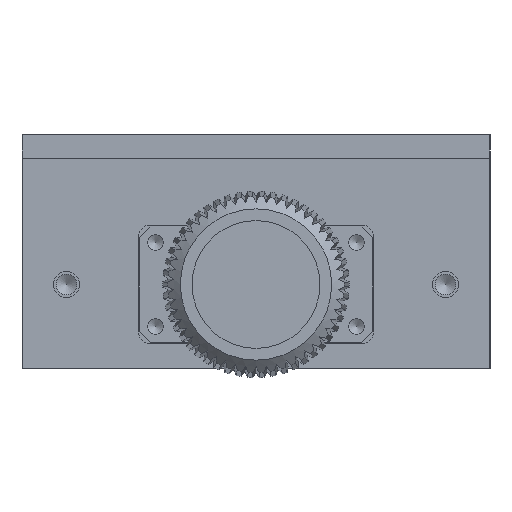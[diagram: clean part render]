
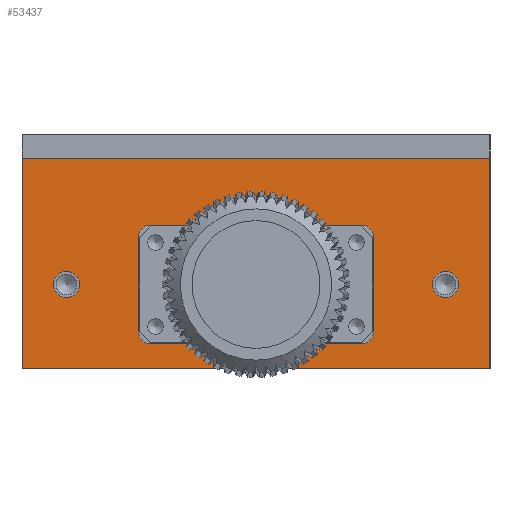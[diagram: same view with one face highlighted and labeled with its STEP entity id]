
A CAD part, left-side view. The second image highlights one B-rep face of the part: STEP entity #53437.
In plain terms, the highlighted planar face has unit normal (-1, 0, 0).
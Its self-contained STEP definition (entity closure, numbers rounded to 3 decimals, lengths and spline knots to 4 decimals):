
#394 = LINE ( 'NONE', #52173, #1976 ) ;
#732 = DIRECTION ( 'NONE',  ( 0., 0., 1. ) ) ;
#766 = FACE_OUTER_BOUND ( 'NONE', #39656, .T. ) ;
#1976 = VECTOR ( 'NONE', #8022, 39.3701 ) ;
#2037 = CARTESIAN_POINT ( 'NONE',  ( -2.75, -0.503, -0.843 ) ) ;
#2052 = CARTESIAN_POINT ( 'NONE',  ( -2.75, -1., -1. ) ) ;
#2672 = LINE ( 'NONE', #31138, #54259 ) ;
#3040 = EDGE_CURVE ( 'NONE', #23203, #3429, #36023, .T. ) ;
#3076 = CIRCLE ( 'NONE', #54941, 0.05 ) ;
#3429 = VERTEX_POINT ( 'NONE', #19889 ) ;
#3572 = AXIS2_PLACEMENT_3D ( 'NONE', #18502, #28549, #48238 ) ;
#4017 = LINE ( 'NONE', #47665, #18861 ) ;
#4033 = CARTESIAN_POINT ( 'NONE',  ( -2.75, -0.81, -0.64 ) ) ;
#4807 = CARTESIAN_POINT ( 'NONE',  ( -2.75, 0.81, -0.64 ) ) ;
#5144 = VERTEX_POINT ( 'NONE', #60531 ) ;
#7268 = CARTESIAN_POINT ( 'NONE',  ( -2.75, 0.453, -0.893 ) ) ;
#7846 = EDGE_CURVE ( 'NONE', #22318, #5144, #52776, .T. ) ;
#7874 = CARTESIAN_POINT ( 'NONE',  ( -2.75, -1., -0.1 ) ) ;
#8022 = DIRECTION ( 'NONE',  ( 0., 1., 0. ) ) ;
#8509 = ORIENTED_EDGE ( 'NONE', *, *, #45243, .T. ) ;
#9052 = DIRECTION ( 'NONE',  ( 0., 0., 1. ) ) ;
#9935 = EDGE_LOOP ( 'NONE', ( #57580, #16479, #14730, #23806, #13116, #48257, #62994, #32641 ) ) ;
#10678 = DIRECTION ( 'NONE',  ( 0., 0., 1. ) ) ;
#10746 = LINE ( 'NONE', #26126, #12320 ) ;
#10936 = LINE ( 'NONE', #16497, #50817 ) ;
#11012 = EDGE_LOOP ( 'NONE', ( #55414 ) ) ;
#11106 = CARTESIAN_POINT ( 'NONE',  ( -2.75, 0.503, -0.893 ) ) ;
#11761 = FACE_BOUND ( 'NONE', #9935, .T. ) ;
#12003 = DIRECTION ( 'NONE',  ( 1., 0., 0. ) ) ;
#12320 = VECTOR ( 'NONE', #31147, 39.3701 ) ;
#13116 = ORIENTED_EDGE ( 'NONE', *, *, #51305, .F. ) ;
#14207 = EDGE_LOOP ( 'NONE', ( #27500 ) ) ;
#14643 = EDGE_CURVE ( 'NONE', #56963, #62512, #3076, .T. ) ;
#14730 = ORIENTED_EDGE ( 'NONE', *, *, #21256, .F. ) ;
#15272 = DIRECTION ( 'NONE',  ( -1., 0., 0. ) ) ;
#16144 = EDGE_CURVE ( 'NONE', #56963, #35239, #42050, .T. ) ;
#16479 = ORIENTED_EDGE ( 'NONE', *, *, #27441, .T. ) ;
#16497 = CARTESIAN_POINT ( 'NONE',  ( -2.75, 1., -0.1 ) ) ;
#16593 = VERTEX_POINT ( 'NONE', #31889 ) ;
#17187 = FACE_BOUND ( 'NONE', #11012, .T. ) ;
#18502 = CARTESIAN_POINT ( 'NONE',  ( -2.75, -0.453, -0.437 ) ) ;
#18861 = VECTOR ( 'NONE', #57951, 39.3701 ) ;
#19889 = CARTESIAN_POINT ( 'NONE',  ( -2.75, -1., -0.1 ) ) ;
#20102 = CARTESIAN_POINT ( 'NONE',  ( -2.75, -0.453, -0.387 ) ) ;
#20179 = EDGE_CURVE ( 'NONE', #16593, #16593, #31004, .T. ) ;
#21256 = EDGE_CURVE ( 'NONE', #22318, #64058, #394, .T. ) ;
#21756 = DIRECTION ( 'NONE',  ( 1., 0., 0. ) ) ;
#22277 = DIRECTION ( 'NONE',  ( 0., 0., -1. ) ) ;
#22318 = VERTEX_POINT ( 'NONE', #20102 ) ;
#22344 = CARTESIAN_POINT ( 'NONE',  ( -2.75, -0.453, -0.893 ) ) ;
#23135 = CARTESIAN_POINT ( 'NONE',  ( -2.75, -0.453, -0.843 ) ) ;
#23203 = VERTEX_POINT ( 'NONE', #45084 ) ;
#23530 = VECTOR ( 'NONE', #47923, 39.3701 ) ;
#23806 = ORIENTED_EDGE ( 'NONE', *, *, #7846, .T. ) ;
#25152 = CARTESIAN_POINT ( 'NONE',  ( -2.75, 0.503, -0.843 ) ) ;
#25594 = ORIENTED_EDGE ( 'NONE', *, *, #3040, .T. ) ;
#25651 = CARTESIAN_POINT ( 'NONE',  ( -2.75, -1., -0.1 ) ) ;
#26126 = CARTESIAN_POINT ( 'NONE',  ( -2.75, -1., -0.1 ) ) ;
#26660 = VERTEX_POINT ( 'NONE', #2037 ) ;
#27441 = EDGE_CURVE ( 'NONE', #56226, #64058, #38383, .T. ) ;
#27500 = ORIENTED_EDGE ( 'NONE', *, *, #20179, .F. ) ;
#27702 = AXIS2_PLACEMENT_3D ( 'NONE', #23135, #58103, #43672 ) ;
#28549 = DIRECTION ( 'NONE',  ( 1., 0., 0. ) ) ;
#30349 = AXIS2_PLACEMENT_3D ( 'NONE', #4807, #15272, #10678 ) ;
#30493 = FACE_BOUND ( 'NONE', #14207, .T. ) ;
#31004 = CIRCLE ( 'NONE', #30349, 0.056 ) ;
#31138 = CARTESIAN_POINT ( 'NONE',  ( -2.75, 0.503, -0.387 ) ) ;
#31147 = DIRECTION ( 'NONE',  ( 0., 1., 0. ) ) ;
#31445 = ORIENTED_EDGE ( 'NONE', *, *, #42978, .F. ) ;
#31454 = VERTEX_POINT ( 'NONE', #37569 ) ;
#31455 = CARTESIAN_POINT ( 'NONE',  ( -2.75, 0.453, -0.843 ) ) ;
#31889 = CARTESIAN_POINT ( 'NONE',  ( -2.75, 0.81, -0.584 ) ) ;
#32641 = ORIENTED_EDGE ( 'NONE', *, *, #14643, .T. ) ;
#33727 = VERTEX_POINT ( 'NONE', #43746 ) ;
#35021 = VECTOR ( 'NONE', #56137, 39.3701 ) ;
#35239 = VERTEX_POINT ( 'NONE', #22344 ) ;
#35676 = CIRCLE ( 'NONE', #63497, 0.056 ) ;
#36023 = LINE ( 'NONE', #25651, #54719 ) ;
#36199 = DIRECTION ( 'NONE',  ( 0., 0., -1. ) ) ;
#37569 = CARTESIAN_POINT ( 'NONE',  ( -2.75, -0.81, -0.584 ) ) ;
#37718 = CARTESIAN_POINT ( 'NONE',  ( -2.75, 0.453, -0.387 ) ) ;
#38383 = CIRCLE ( 'NONE', #43600, 0.05 ) ;
#38646 = ORIENTED_EDGE ( 'NONE', *, *, #52735, .F. ) ;
#39126 = VERTEX_POINT ( 'NONE', #48490 ) ;
#39656 = EDGE_LOOP ( 'NONE', ( #25594, #8509, #31445, #38646 ) ) ;
#42050 = LINE ( 'NONE', #11106, #35021 ) ;
#42215 = PLANE ( 'NONE',  #61064 ) ;
#42978 = EDGE_CURVE ( 'NONE', #33727, #39126, #10936, .T. ) ;
#43129 = LINE ( 'NONE', #2052, #23530 ) ;
#43276 = DIRECTION ( 'NONE',  ( 0., 0., 1. ) ) ;
#43600 = AXIS2_PLACEMENT_3D ( 'NONE', #46015, #21756, #36199 ) ;
#43672 = DIRECTION ( 'NONE',  ( 0., 0., -1. ) ) ;
#43746 = CARTESIAN_POINT ( 'NONE',  ( -2.75, 1., -1. ) ) ;
#45084 = CARTESIAN_POINT ( 'NONE',  ( -2.75, -1., -1. ) ) ;
#45243 = EDGE_CURVE ( 'NONE', #3429, #39126, #10746, .T. ) ;
#46015 = CARTESIAN_POINT ( 'NONE',  ( -2.75, 0.453, -0.437 ) ) ;
#46917 = EDGE_CURVE ( 'NONE', #31454, #31454, #35676, .T. ) ;
#47633 = DIRECTION ( 'NONE',  ( -1., 0., 0. ) ) ;
#47665 = CARTESIAN_POINT ( 'NONE',  ( -2.75, -0.503, -0.893 ) ) ;
#47923 = DIRECTION ( 'NONE',  ( 0., 1., 0. ) ) ;
#48238 = DIRECTION ( 'NONE',  ( 0., 0., -1. ) ) ;
#48257 = ORIENTED_EDGE ( 'NONE', *, *, #49750, .T. ) ;
#48490 = CARTESIAN_POINT ( 'NONE',  ( -2.75, 1., -0.1 ) ) ;
#49750 = EDGE_CURVE ( 'NONE', #26660, #35239, #52633, .T. ) ;
#50814 = DIRECTION ( 'NONE',  ( 0., 0., 1. ) ) ;
#50817 = VECTOR ( 'NONE', #50814, 39.3701 ) ;
#51305 = EDGE_CURVE ( 'NONE', #26660, #5144, #4017, .T. ) ;
#52173 = CARTESIAN_POINT ( 'NONE',  ( -2.75, -0.503, -0.387 ) ) ;
#52633 = CIRCLE ( 'NONE', #27702, 0.05 ) ;
#52735 = EDGE_CURVE ( 'NONE', #23203, #33727, #43129, .T. ) ;
#52776 = CIRCLE ( 'NONE', #3572, 0.05 ) ;
#53437 = ADVANCED_FACE ( 'NONE', ( #11761, #30493, #17187, #766 ), #42215, .T. ) ;
#54259 = VECTOR ( 'NONE', #61526, 39.3701 ) ;
#54719 = VECTOR ( 'NONE', #732, 39.3701 ) ;
#54941 = AXIS2_PLACEMENT_3D ( 'NONE', #31455, #12003, #22277 ) ;
#55414 = ORIENTED_EDGE ( 'NONE', *, *, #46917, .F. ) ;
#56137 = DIRECTION ( 'NONE',  ( 0., -1., 0. ) ) ;
#56226 = VERTEX_POINT ( 'NONE', #56536 ) ;
#56536 = CARTESIAN_POINT ( 'NONE',  ( -2.75, 0.503, -0.437 ) ) ;
#56963 = VERTEX_POINT ( 'NONE', #7268 ) ;
#57580 = ORIENTED_EDGE ( 'NONE', *, *, #60384, .F. ) ;
#57951 = DIRECTION ( 'NONE',  ( 0., 0., 1. ) ) ;
#58103 = DIRECTION ( 'NONE',  ( 1., 0., 0. ) ) ;
#60384 = EDGE_CURVE ( 'NONE', #56226, #62512, #2672, .T. ) ;
#60531 = CARTESIAN_POINT ( 'NONE',  ( -2.75, -0.503, -0.437 ) ) ;
#61064 = AXIS2_PLACEMENT_3D ( 'NONE', #7874, #47633, #43276 ) ;
#61526 = DIRECTION ( 'NONE',  ( 0., 0., -1. ) ) ;
#62512 = VERTEX_POINT ( 'NONE', #25152 ) ;
#62994 = ORIENTED_EDGE ( 'NONE', *, *, #16144, .F. ) ;
#63497 = AXIS2_PLACEMENT_3D ( 'NONE', #4033, #64556, #9052 ) ;
#64058 = VERTEX_POINT ( 'NONE', #37718 ) ;
#64556 = DIRECTION ( 'NONE',  ( -1., 0., 0. ) ) ;
